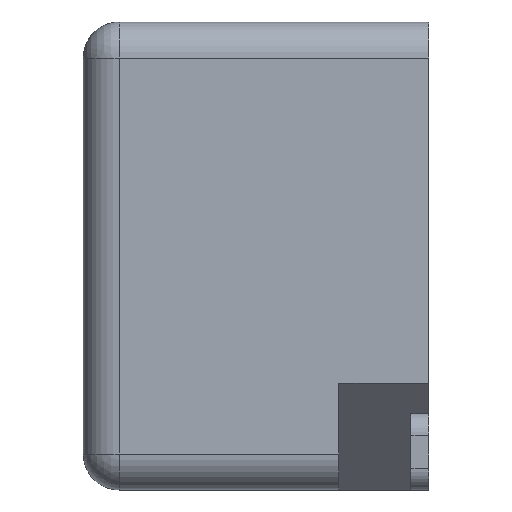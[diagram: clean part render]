
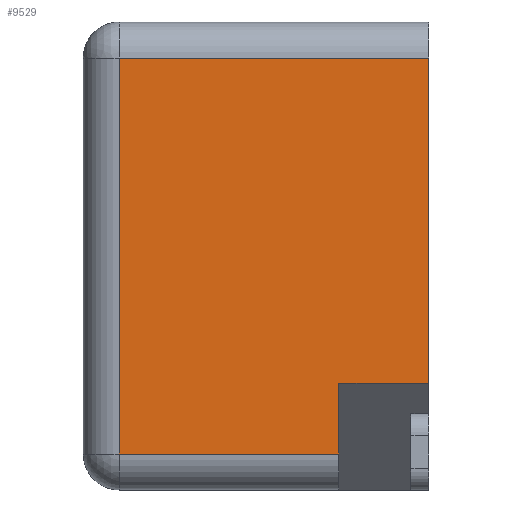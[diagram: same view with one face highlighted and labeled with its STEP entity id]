
A CAD part, left-side view. The second image highlights one B-rep face of the part: STEP entity #9529.
In plain terms, the highlighted planar face has unit normal (-1, 0, 0).
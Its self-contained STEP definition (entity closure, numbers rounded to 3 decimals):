
#9 = DIRECTION ( 'NONE',  ( 0., 0., -1. ) ) ;
#125 = CARTESIAN_POINT ( 'NONE',  ( 0., 1.25, -6. ) ) ;
#897 = LINE ( 'NONE', #8507, #11906 ) ;
#1483 = AXIS2_PLACEMENT_3D ( 'NONE', #6573, #11507, #10483 ) ;
#1893 = VECTOR ( 'NONE', #7880, 1000. ) ;
#1932 = FACE_OUTER_BOUND ( 'NONE', #8707, .T. ) ;
#2224 = EDGE_CURVE ( 'NONE', #3790, #12439, #10584, .T. ) ;
#2267 = ORIENTED_EDGE ( 'NONE', *, *, #11517, .T. ) ;
#2384 = DIRECTION ( 'NONE',  ( 0., 0., 1. ) ) ;
#2504 = ORIENTED_EDGE ( 'NONE', *, *, #3600, .T. ) ;
#2950 = LINE ( 'NONE', #10723, #3698 ) ;
#3091 = EDGE_CURVE ( 'NONE', #7096, #5397, #11715, .T. ) ;
#3119 = ORIENTED_EDGE ( 'NONE', *, *, #4611, .F. ) ;
#3319 = VECTOR ( 'NONE', #4877, 1000. ) ;
#3338 = CARTESIAN_POINT ( 'NONE',  ( 0., 1.25, -5.018 ) ) ;
#3346 = LINE ( 'NONE', #11185, #9735 ) ;
#3600 = EDGE_CURVE ( 'NONE', #12439, #6307, #2950, .T. ) ;
#3635 = CARTESIAN_POINT ( 'NONE',  ( 0., 4.3, -0.5 ) ) ;
#3698 = VECTOR ( 'NONE', #6885, 1000. ) ;
#3790 = VERTEX_POINT ( 'NONE', #3635 ) ;
#3931 = CARTESIAN_POINT ( 'NONE',  ( 0., 1.25, -5.018 ) ) ;
#3962 = CARTESIAN_POINT ( 'NONE',  ( 0., 1.25, -5.018 ) ) ;
#4060 = CARTESIAN_POINT ( 'NONE',  ( 0., 0., -5.018 ) ) ;
#4611 = EDGE_CURVE ( 'NONE', #7096, #6307, #11877, .T. ) ;
#4715 = VECTOR ( 'NONE', #9, 1000. ) ;
#4877 = DIRECTION ( 'NONE',  ( 0., 0., -1. ) ) ;
#5397 = VERTEX_POINT ( 'NONE', #4060 ) ;
#5623 = DIRECTION ( 'NONE',  ( 0., -1., 0. ) ) ;
#6101 = VERTEX_POINT ( 'NONE', #7869 ) ;
#6307 = VERTEX_POINT ( 'NONE', #125 ) ;
#6469 = EDGE_CURVE ( 'NONE', #3790, #6101, #897, .T. ) ;
#6573 = CARTESIAN_POINT ( 'NONE',  ( 0., 4.8, -0.5 ) ) ;
#6885 = DIRECTION ( 'NONE',  ( 0., -1., 0. ) ) ;
#7096 = VERTEX_POINT ( 'NONE', #3338 ) ;
#7869 = CARTESIAN_POINT ( 'NONE',  ( 0., 0., -0.5 ) ) ;
#7880 = DIRECTION ( 'NONE',  ( 0., -1., 0. ) ) ;
#8049 = ORIENTED_EDGE ( 'NONE', *, *, #6469, .F. ) ;
#8507 = CARTESIAN_POINT ( 'NONE',  ( 0., 4.8, -0.5 ) ) ;
#8707 = EDGE_LOOP ( 'NONE', ( #3119, #10631, #2267, #8049, #11709, #2504 ) ) ;
#9529 = ADVANCED_FACE ( 'NONE', ( #1932 ), #9534, .F. ) ;
#9534 = PLANE ( 'NONE',  #1483 ) ;
#9735 = VECTOR ( 'NONE', #2384, 1000. ) ;
#9755 = CARTESIAN_POINT ( 'NONE',  ( 0., 4.3, -0.5 ) ) ;
#10483 = DIRECTION ( 'NONE',  ( 0., 0., -1. ) ) ;
#10558 = CARTESIAN_POINT ( 'NONE',  ( 0., 4.3, -6. ) ) ;
#10584 = LINE ( 'NONE', #9755, #3319 ) ;
#10631 = ORIENTED_EDGE ( 'NONE', *, *, #3091, .T. ) ;
#10723 = CARTESIAN_POINT ( 'NONE',  ( 0., 4.8, -6. ) ) ;
#11185 = CARTESIAN_POINT ( 'NONE',  ( 0., 0., -0.5 ) ) ;
#11507 = DIRECTION ( 'NONE',  ( 1., 0., 0. ) ) ;
#11517 = EDGE_CURVE ( 'NONE', #5397, #6101, #3346, .T. ) ;
#11709 = ORIENTED_EDGE ( 'NONE', *, *, #2224, .T. ) ;
#11715 = LINE ( 'NONE', #3962, #1893 ) ;
#11877 = LINE ( 'NONE', #3931, #4715 ) ;
#11906 = VECTOR ( 'NONE', #5623, 1000. ) ;
#12439 = VERTEX_POINT ( 'NONE', #10558 ) ;
